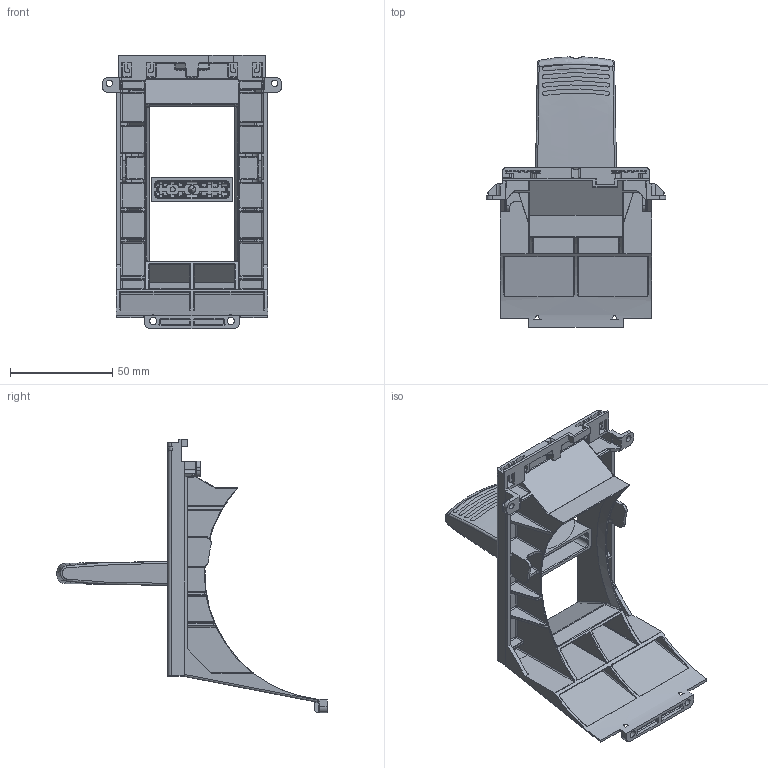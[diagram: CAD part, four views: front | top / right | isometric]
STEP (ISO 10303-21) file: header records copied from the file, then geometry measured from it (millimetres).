
FILE_DESCRIPTION((''),'2;1');
FILE_NAME('1SDH002065A1338_IGES','2019-07-01T',('ITSTCAR1'),(''),'CREO PARAMETRIC BY PTC INC, 2016050','CREO PARAMETRIC BY PTC INC, 2016050','');
FILE_SCHEMA(('AUTOMOTIVE_DESIGN { 1 0 10303 214 1 1 1 1 }'));
Products named in the file (1): 1SDH002065A1338_IGES
Bounding box: 88 x 132.45 x 134 mm (x, y, z)
Volume: 56655.7 mm3; surface area: 62076 mm2
Topology: 2 solids, 2 shells, 1326 faces, 3451 edges, 1978 vertices
Faces by surface type: cylinder 492, plane 309, bspline 224, torus 163, sphere 130, cone 6, extrusion 2
Entity records: 68175 total; most frequent: CARTESIAN_POINT 28041, ORIENTED_EDGE 6590, DIRECTION 6026, EDGE_CURVE 3295, AXIS2_PLACEMENT_3D 2361, VERTEX_POINT 1978, EDGE_LOOP 1357, PRESENTATION_STYLE_ASSIGNMENT 1328
